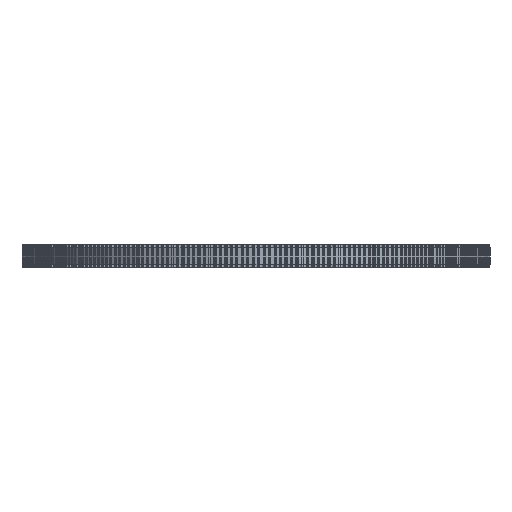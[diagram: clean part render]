
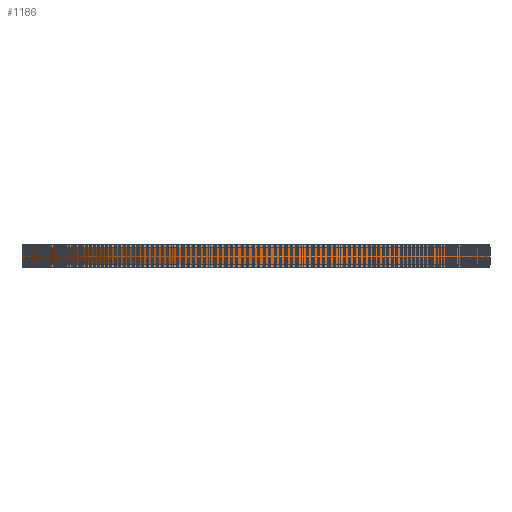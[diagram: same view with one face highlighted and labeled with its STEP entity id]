
A CAD part, left-side view. The second image highlights one B-rep face of the part: STEP entity #1186.
In plain terms, the highlighted cylindrical face has radius 84.67 mm (diameter 169.341 mm), a full revolution.
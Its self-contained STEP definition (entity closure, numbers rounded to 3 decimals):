
#97=FACE_BOUND('',#4384,.T.);
#98=FACE_BOUND('',#4385,.T.);
#1186=ADVANCED_FACE('',(#97,#98),#2251,.T.);
#2251=CYLINDRICAL_SURFACE('',#23551,84.67);
#4384=EDGE_LOOP('',(#12898));
#4385=EDGE_LOOP('',(#12899));
#12898=ORIENTED_EDGE('',*,*,#18222,.T.);
#12899=ORIENTED_EDGE('',*,*,#18223,.T.);
#15028=VERTEX_POINT('',#37400);
#15029=VERTEX_POINT('',#37402);
#18222=EDGE_CURVE('',#15028,#15028,#20352,.T.);
#18223=EDGE_CURVE('',#15029,#15029,#20353,.T.);
#20352=CIRCLE('',#23549,84.67);
#20353=CIRCLE('',#23550,84.67);
#23549=AXIS2_PLACEMENT_3D('',#37399,#31006,#31007);
#23550=AXIS2_PLACEMENT_3D('',#37401,#31008,#31009);
#23551=AXIS2_PLACEMENT_3D('',#37403,#31010,#31011);
#31006=DIRECTION('',(0.,0.,1.));
#31007=DIRECTION('',(1.,0.,0.));
#31008=DIRECTION('',(0.,0.,-1.));
#31009=DIRECTION('',(1.,0.,0.));
#31010=DIRECTION('',(0.,0.,1.));
#31011=DIRECTION('',(1.,0.,0.));
#37399=CARTESIAN_POINT('',(0.,0.,1.));
#37400=CARTESIAN_POINT('',(84.67,0.,1.));
#37401=CARTESIAN_POINT('',(0.,0.,7.));
#37402=CARTESIAN_POINT('',(84.67,0.,7.));
#37403=CARTESIAN_POINT('',(0.,0.,1.));
